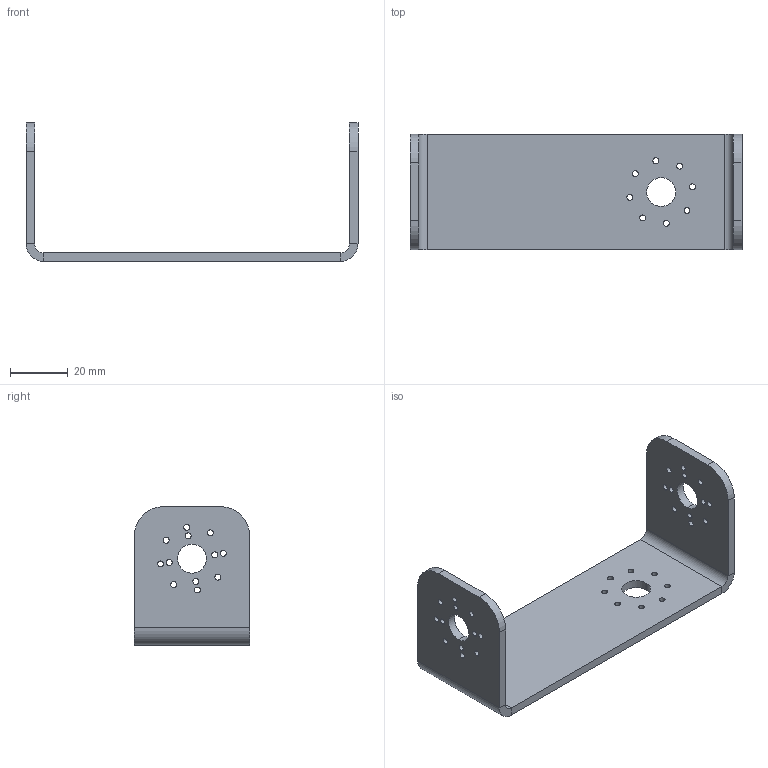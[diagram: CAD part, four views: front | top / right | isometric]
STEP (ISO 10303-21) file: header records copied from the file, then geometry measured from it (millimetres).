
FILE_DESCRIPTION (( 'STEP AP203' ), '1' );
FILE_NAME ('right_rotation_part_Default_sldprt.STEP', '2018-08-27T14:13:32', ( '' ), ( '' ), 'SwSTEP 2.0', 'SolidWorks 2018', '' );
FILE_SCHEMA (( 'CONFIG_CONTROL_DESIGN' ));
Length unit declared in the file: millimetre
Products named in the file (1): right_rotation_part_Default_sldprt
Bounding box: 115 x 40 x 48 mm (x, y, z)
Volume: 22855.2 mm3; surface area: 17533.1 mm2
Topology: 1 solids, 1 shells, 96 faces, 266 edges, 172 vertices
Faces by surface type: cylinder 78, plane 18
Entity records: 3355 total; most frequent: DIRECTION 616, CARTESIAN_POINT 535, ORIENTED_EDGE 532, EDGE_CURVE 266, AXIS2_PLACEMENT_3D 253, VERTEX_POINT 172, EDGE_LOOP 166, CIRCLE 156
